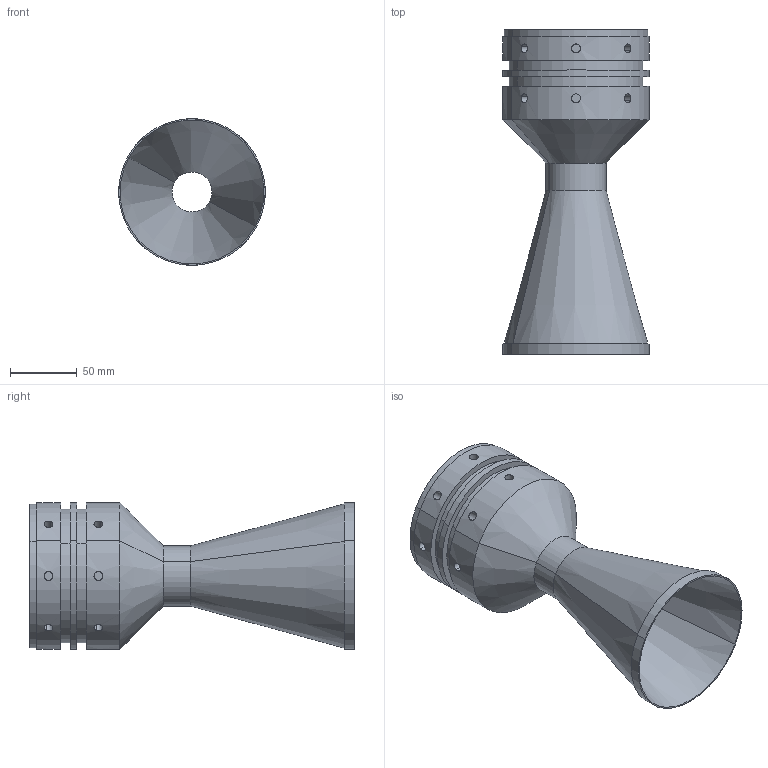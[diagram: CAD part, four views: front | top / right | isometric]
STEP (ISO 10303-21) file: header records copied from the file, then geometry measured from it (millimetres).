
FILE_DESCRIPTION(('CATIA V5 STEP Exchange'),'2;1');
FILE_NAME('Tuyère_v29-03-2020.stp','2020-03-29T09:27:02+00:00',('none'),('none'),'CATIA Version 5 Release 19 SP 2 (IN-10)','CATIA V5 STEP AP203','none');
FILE_SCHEMA(('CONFIG_CONTROL_DESIGN'));
Length unit declared in the file: millimetre
Products named in the file (1): Réacteur
Bounding box: 109.9 x 243.14 x 109.9 mm (x, y, z)
Volume: 346712.3 mm3; surface area: 146465.1 mm2
Topology: 1 solids, 1 shells, 94 faces, 188 edges, 122 vertices
Faces by surface type: cylinder 58, plane 28, cone 8
Entity records: 2587 total; most frequent: CARTESIAN_POINT 810, ORIENTED_EDGE 376, DIRECTION 258, EDGE_CURVE 188, AXIS2_PLACEMENT_3D 142, EDGE_LOOP 122, VERTEX_POINT 122, ADVANCED_FACE 94
